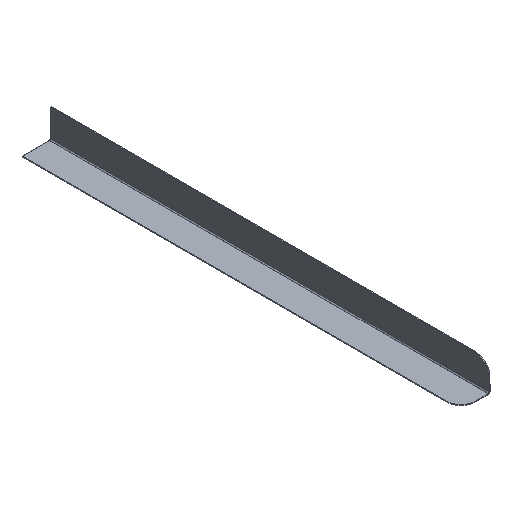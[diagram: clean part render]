
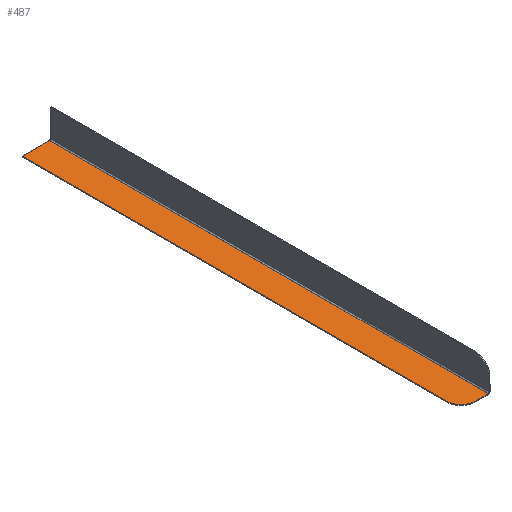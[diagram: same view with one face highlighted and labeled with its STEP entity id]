
A CAD part, isometric view. The second image highlights one B-rep face of the part: STEP entity #487.
In plain terms, the highlighted planar face has unit normal (0, 0, 1).
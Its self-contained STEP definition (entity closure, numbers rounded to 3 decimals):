
#25 = LINE ( 'NONE', #455, #437 ) ;
#47 = LINE ( 'NONE', #202, #78 ) ;
#52 = VERTEX_POINT ( 'NONE', #162 ) ;
#59 = CARTESIAN_POINT ( 'NONE',  ( -14.2, -210., 0. ) ) ;
#65 = VERTEX_POINT ( 'NONE', #118 ) ;
#66 = DIRECTION ( 'NONE',  ( 1., 0., 0. ) ) ;
#69 = PLANE ( 'NONE',  #73 ) ;
#73 = AXIS2_PLACEMENT_3D ( 'NONE', #386, #417, #501 ) ;
#78 = VECTOR ( 'NONE', #360, 1000. ) ;
#85 = EDGE_CURVE ( 'NONE', #252, #378, #47, .T. ) ;
#87 = CARTESIAN_POINT ( 'NONE',  ( -1.1, 225., 0. ) ) ;
#118 = CARTESIAN_POINT ( 'NONE',  ( -14.2, -225., 0. ) ) ;
#131 = ORIENTED_EDGE ( 'NONE', *, *, #328, .T. ) ;
#154 = AXIS2_PLACEMENT_3D ( 'NONE', #59, #301, #66 ) ;
#162 = CARTESIAN_POINT ( 'NONE',  ( -29.2, -210., 0. ) ) ;
#169 = CIRCLE ( 'NONE', #154, 15. ) ;
#181 = CARTESIAN_POINT ( 'NONE',  ( -29.2, 225., 0. ) ) ;
#190 = EDGE_CURVE ( 'NONE', #52, #65, #169, .T. ) ;
#193 = VECTOR ( 'NONE', #208, 1000. ) ;
#202 = CARTESIAN_POINT ( 'NONE',  ( -1.1, -210., 0. ) ) ;
#208 = DIRECTION ( 'NONE',  ( 1., 0., 0. ) ) ;
#215 = VERTEX_POINT ( 'NONE', #181 ) ;
#227 = FACE_OUTER_BOUND ( 'NONE', #477, .T. ) ;
#228 = EDGE_CURVE ( 'NONE', #215, #52, #25, .T. ) ;
#242 = CARTESIAN_POINT ( 'NONE',  ( -29.2, 225., 0. ) ) ;
#252 = VERTEX_POINT ( 'NONE', #412 ) ;
#254 = ORIENTED_EDGE ( 'NONE', *, *, #85, .T. ) ;
#287 = DIRECTION ( 'NONE',  ( 0., -1., 0. ) ) ;
#301 = DIRECTION ( 'NONE',  ( 0., 0., 1. ) ) ;
#320 = LINE ( 'NONE', #473, #193 ) ;
#321 = EDGE_CURVE ( 'NONE', #65, #252, #320, .T. ) ;
#323 = ORIENTED_EDGE ( 'NONE', *, *, #321, .T. ) ;
#328 = EDGE_CURVE ( 'NONE', #378, #215, #392, .T. ) ;
#340 = ORIENTED_EDGE ( 'NONE', *, *, #190, .T. ) ;
#360 = DIRECTION ( 'NONE',  ( 0., 1., 0. ) ) ;
#373 = ORIENTED_EDGE ( 'NONE', *, *, #228, .T. ) ;
#378 = VERTEX_POINT ( 'NONE', #87 ) ;
#386 = CARTESIAN_POINT ( 'NONE',  ( -14.2, -210., 0. ) ) ;
#392 = LINE ( 'NONE', #242, #476 ) ;
#412 = CARTESIAN_POINT ( 'NONE',  ( -1.1, -225., 0. ) ) ;
#417 = DIRECTION ( 'NONE',  ( 0., 0., 1. ) ) ;
#437 = VECTOR ( 'NONE', #287, 1000. ) ;
#455 = CARTESIAN_POINT ( 'NONE',  ( -29.2, 225., 0. ) ) ;
#473 = CARTESIAN_POINT ( 'NONE',  ( -14.2, -225., 0. ) ) ;
#475 = DIRECTION ( 'NONE',  ( -1., 0., 0. ) ) ;
#476 = VECTOR ( 'NONE', #475, 1000. ) ;
#477 = EDGE_LOOP ( 'NONE', ( #323, #254, #131, #373, #340 ) ) ;
#487 = ADVANCED_FACE ( 'NONE', ( #227 ), #69, .T. ) ;
#501 = DIRECTION ( 'NONE',  ( 1., 0., 0. ) ) ;
